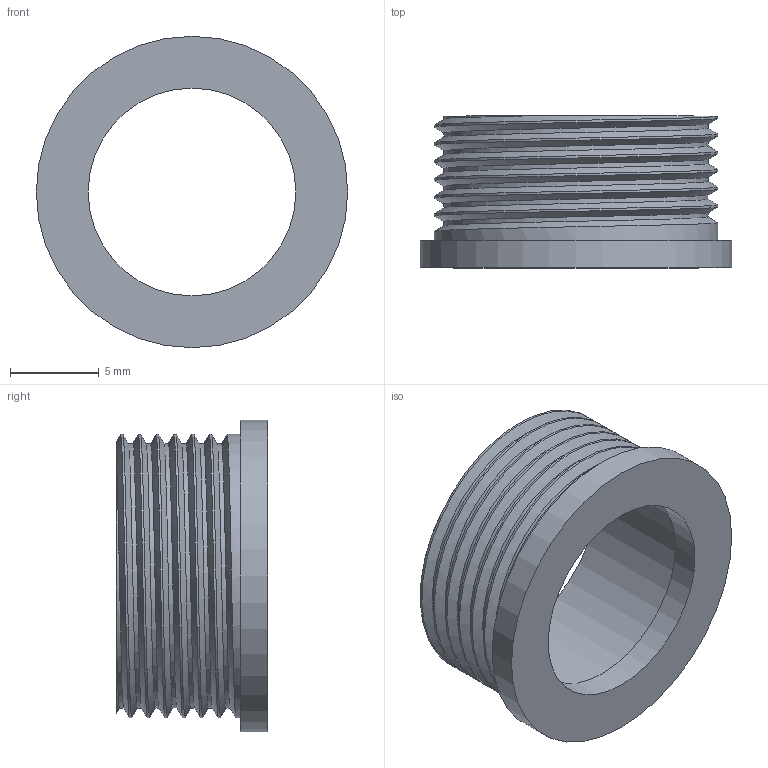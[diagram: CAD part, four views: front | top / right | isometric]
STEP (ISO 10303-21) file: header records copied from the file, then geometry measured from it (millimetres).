
FILE_DESCRIPTION(/* description */ ('STEP AP242','CAx-IF Rec.Pracs.---Representation and Presentation of Product Manufacturing Information (PMI)---4.0---2014-10-13','CAx-IF Rec.Pracs.---3D Tessellated Geometry---0.4---2014-09-14','2;1'),/* implementation_level */ '2;1');
FILE_NAME(/* name */ '63ef616963a9d45c7987e6fa',/* time_stamp */ '2023-02-17T11:13:46+00:00',/* author */ (''),/* organization */ (''),/* preprocessor_version */ 'ST-DEVELOPER v18.102',/* originating_system */ ' ',/* authorisation */ ' ');
FILE_SCHEMA (('AP242_MANAGED_MODEL_BASED_3D_ENGINEERING_MIM_LF { 1 0 10303 442 1 1 4 }'));
Length unit declared in the file: metre
Products named in the file (1): pipette 100ul broaken
Bounding box: 17.55 x 8.55 x 17.55 mm (x, y, z)
Volume: 492.9 mm3; surface area: 1222.7 mm2
Topology: 1 solids, 1 shells, 12 faces, 48 edges, 40 vertices
Faces by surface type: cylinder 5, plane 5, bspline 2
Full cylindrical faces by diameter (mm): 11.7 x1, 13.5 x1, 17.55 x1
Entity records: 1310 total; most frequent: CARTESIAN_POINT 966, ORIENTED_EDGE 90, EDGE_CURVE 45, DIRECTION 44, VERTEX_POINT 40, AXIS2_PLACEMENT_3D 20, EDGE_LOOP 19, FACE_BOUND 19
